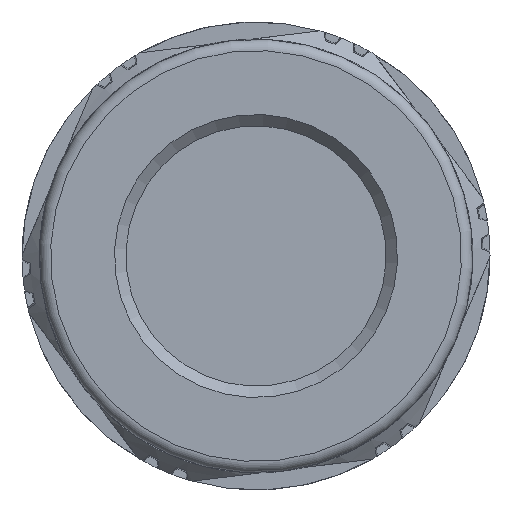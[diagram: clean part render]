
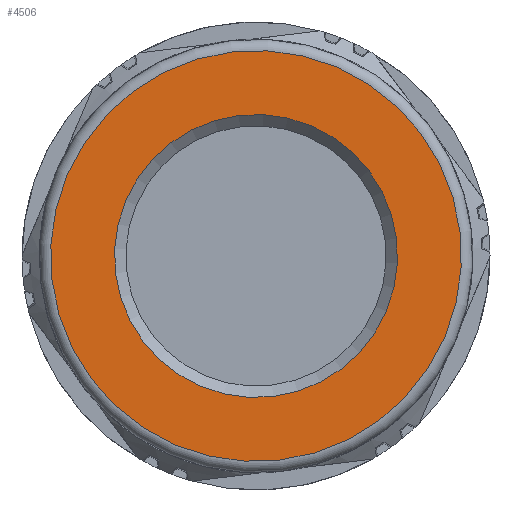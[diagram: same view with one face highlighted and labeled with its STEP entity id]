
A CAD part, front view. The second image highlights one B-rep face of the part: STEP entity #4506.
In plain terms, the highlighted planar face has unit normal (0, -1, 0).
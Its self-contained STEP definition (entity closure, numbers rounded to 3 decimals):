
#620=PLANE('',#17296);
#3092=FACE_BOUND('',#6377,.T.);
#3093=FACE_BOUND('',#6378,.T.);
#3595=CIRCLE('',#17293,9.);
#3596=CIRCLE('',#17295,6.2);
#4506=ADVANCED_FACE('',(#3092,#3093),#620,.T.);
#6377=EDGE_LOOP('',(#10696));
#6378=EDGE_LOOP('',(#10697));
#10696=ORIENTED_EDGE('',*,*,#14947,.T.);
#10697=ORIENTED_EDGE('',*,*,#14948,.F.);
#12662=VERTEX_POINT('',#34722);
#12663=VERTEX_POINT('',#34725);
#14947=EDGE_CURVE('',#12662,#12662,#3595,.T.);
#14948=EDGE_CURVE('',#12663,#12663,#3596,.T.);
#17293=AXIS2_PLACEMENT_3D('',#34721,#20957,#20958);
#17295=AXIS2_PLACEMENT_3D('',#34724,#20961,#20962);
#17296=AXIS2_PLACEMENT_3D('',#34726,#20963,#20964);
#20957=DIRECTION('',(0.,-1.,0.));
#20958=DIRECTION('',(-0.993,0.,-0.117));
#20961=DIRECTION('',(0.,-1.,0.));
#20962=DIRECTION('',(-0.993,0.,-0.122));
#20963=DIRECTION('',(0.,-1.,0.));
#20964=DIRECTION('',(-0.993,0.,-0.122));
#34721=CARTESIAN_POINT('',(0.,-48.6,0.));
#34722=CARTESIAN_POINT('',(-8.939,-48.6,-1.05));
#34724=CARTESIAN_POINT('',(0.,-48.6,0.));
#34725=CARTESIAN_POINT('',(-6.154,-48.6,-0.756));
#34726=CARTESIAN_POINT('',(0.,-48.6,0.));
